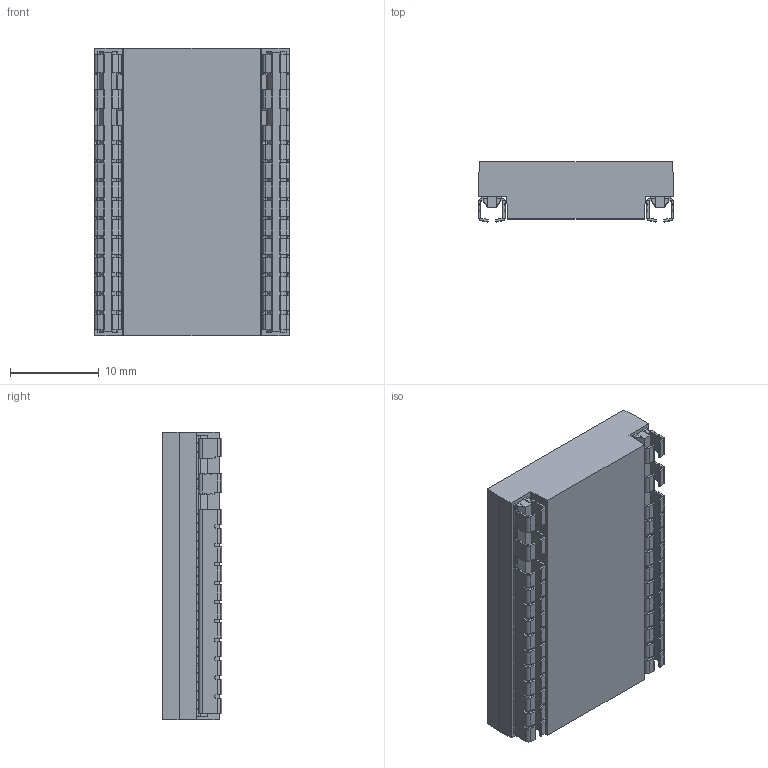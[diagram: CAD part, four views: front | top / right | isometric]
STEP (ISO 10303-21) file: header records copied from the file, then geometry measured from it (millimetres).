
FILE_DESCRIPTION (( 'STEP AP214' ), '1' );
FILE_NAME ('36033.STEP', '2011-03-02T17:06:28', ( 'ABC' ), ( 'ABC' ), 'SwSTEP 2.0', 'SolidWorks 2011', '' );
FILE_SCHEMA (( 'AUTOMOTIVE_DESIGN' ));
Length unit declared in the file: inch
Products named in the file (1): 36033
Bounding box: 22.01 x 6.73 x 32.5 mm (x, y, z)
Volume: 4270.4 mm3; surface area: 3115.7 mm2
Topology: 1 solids, 1 shells, 1612 faces, 4786 edges, 3180 vertices
Faces by surface type: plane 984, cylinder 412, cone 216
Entity records: 75242 total; most frequent: CARTESIAN_POINT 10227, ORIENTED_EDGE 9572, DIRECTION 9268, EDGE_CURVE 4786, VERTEX_POINT 3180, VECTOR 3098, LINE 3098, AXIS2_PLACEMENT_3D 3085
